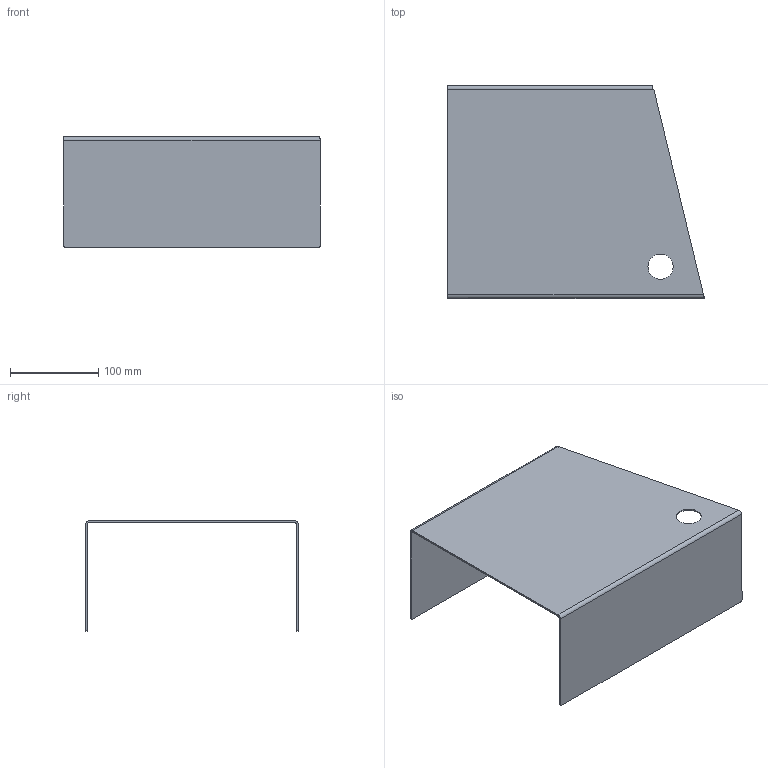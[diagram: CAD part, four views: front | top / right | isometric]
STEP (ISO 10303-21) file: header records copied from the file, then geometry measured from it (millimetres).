
FILE_DESCRIPTION (( 'STEP AP203' ), '1' );
FILE_NAME ('2224304029_Default_sldprt.STEP', '2023-01-20T01:26:35', ( '' ), ( '' ), 'SwSTEP 2.0', 'SolidWorks 2022', '' );
FILE_SCHEMA (( 'CONFIG_CONTROL_DESIGN' ));
Length unit declared in the file: inch
Products named in the file (1): 2224304029_Default_sldprt
Bounding box: 290.91 x 241.3 x 124.97 mm (x, y, z)
Volume: 256441.2 mm3; surface area: 255630.6 mm2
Topology: 1 solids, 1 shells, 31 faces, 71 edges, 42 vertices
Faces by surface type: plane 20, cylinder 10, bspline 1
Entity records: 1000 total; most frequent: CARTESIAN_POINT 214, DIRECTION 149, ORIENTED_EDGE 142, EDGE_CURVE 71, LINE 51, VECTOR 51, AXIS2_PLACEMENT_3D 49, VERTEX_POINT 42
